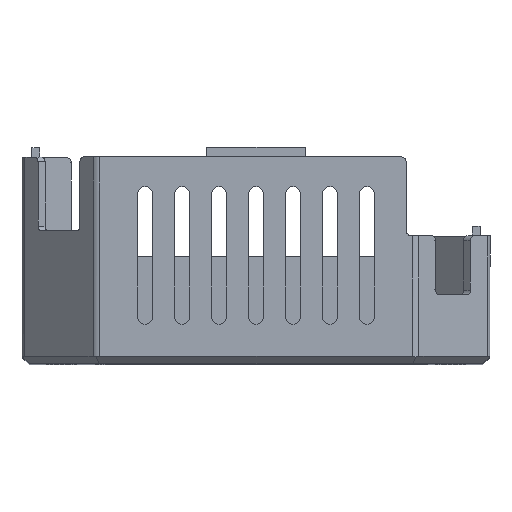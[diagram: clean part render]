
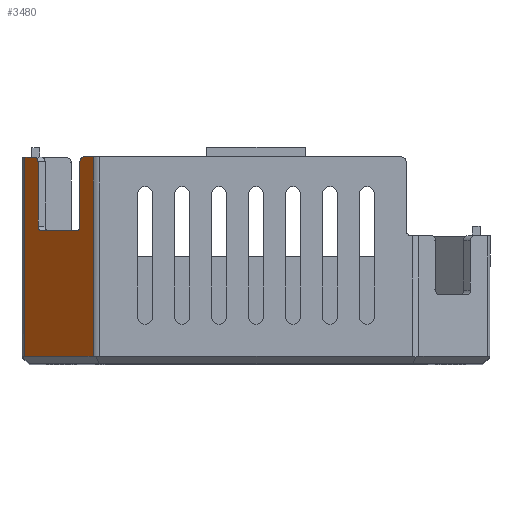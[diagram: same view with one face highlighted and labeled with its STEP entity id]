
A CAD part, top view. The second image highlights one B-rep face of the part: STEP entity #3480.
In plain terms, the highlighted planar face has unit normal (-0.707, 0, 0.707).
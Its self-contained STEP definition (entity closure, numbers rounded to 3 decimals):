
#171 = DIRECTION ( 'NONE',  ( -0.707, 0., 0.707 ) ) ;
#463 = CARTESIAN_POINT ( 'NONE',  ( 2.55, 41., -12.45 ) ) ;
#595 = AXIS2_PLACEMENT_3D ( 'NONE', #4824, #4772, #4670 ) ;
#618 = VERTEX_POINT ( 'NONE', #8828 ) ;
#729 = AXIS2_PLACEMENT_3D ( 'NONE', #7179, #7133, #7085 ) ;
#1200 = AXIS2_PLACEMENT_3D ( 'NONE', #12173, #12075, #12029 ) ;
#1257 = AXIS2_PLACEMENT_3D ( 'NONE', #463, #171, #14305 ) ;
#2144 = CARTESIAN_POINT ( 'NONE',  ( 12.45, 42., -2.55 ) ) ;
#2256 = DIRECTION ( 'NONE',  ( 0.707, 0., 0.707 ) ) ;
#2279 = CARTESIAN_POINT ( 'NONE',  ( 0., 42., -15. ) ) ;
#2284 = VERTEX_POINT ( 'NONE', #13072 ) ;
#2319 = CARTESIAN_POINT ( 'NONE',  ( 0.586, 1.5, -14.414 ) ) ;
#2973 = VERTEX_POINT ( 'NONE', #3753 ) ;
#3171 = CARTESIAN_POINT ( 'NONE',  ( 0., 42., -15. ) ) ;
#3480 = ADVANCED_FACE ( 'NONE', ( #6958 ), #10674, .F. ) ;
#3716 = DIRECTION ( 'NONE',  ( 0.707, 0., 0.707 ) ) ;
#3753 = CARTESIAN_POINT ( 'NONE',  ( 11.036, 27., -3.964 ) ) ;
#4418 = DIRECTION ( 'NONE',  ( 0., -1., 0. ) ) ;
#4670 = DIRECTION ( 'NONE',  ( -0.707, 0., -0.707 ) ) ;
#4772 = DIRECTION ( 'NONE',  ( -0.707, 0., 0.707 ) ) ;
#4824 = CARTESIAN_POINT ( 'NONE',  ( 12.45, 41., -2.55 ) ) ;
#4916 = VECTOR ( 'NONE', #2256, 1000. ) ;
#5094 = LINE ( 'NONE', #2279, #4916 ) ;
#5194 = CARTESIAN_POINT ( 'NONE',  ( 0.586, 1.5, -14.414 ) ) ;
#5473 = CARTESIAN_POINT ( 'NONE',  ( 11.743, 41., -3.257 ) ) ;
#5689 = CARTESIAN_POINT ( 'NONE',  ( 3.257, 28., -11.743 ) ) ;
#5895 = DIRECTION ( 'NONE',  ( 0., -1., 0. ) ) ;
#5936 = CARTESIAN_POINT ( 'NONE',  ( 11.743, 57., -3.257 ) ) ;
#6051 = CARTESIAN_POINT ( 'NONE',  ( 15., 1.5, 0. ) ) ;
#6330 = EDGE_CURVE ( 'NONE', #9365, #13415, #14402, .T. ) ;
#6368 = VERTEX_POINT ( 'NONE', #7378 ) ;
#6398 = EDGE_CURVE ( 'NONE', #8823, #9365, #14361, .T. ) ;
#6401 = EDGE_CURVE ( 'NONE', #618, #8823, #14217, .T. ) ;
#6420 = EDGE_CURVE ( 'NONE', #618, #12008, #14233, .T. ) ;
#6441 = EDGE_CURVE ( 'NONE', #11069, #12008, #14126, .T. ) ;
#6509 = EDGE_CURVE ( 'NONE', #11069, #10593, #13971, .T. ) ;
#6537 = EDGE_CURVE ( 'NONE', #2284, #10593, #13905, .T. ) ;
#6573 = EDGE_CURVE ( 'NONE', #2284, #2973, #13611, .T. ) ;
#6665 = EDGE_CURVE ( 'NONE', #6368, #2973, #13457, .T. ) ;
#6720 = EDGE_CURVE ( 'NONE', #8163, #6368, #13156, .T. ) ;
#6743 = EDGE_CURVE ( 'NONE', #8380, #8163, #13089, .T. ) ;
#6958 = FACE_OUTER_BOUND ( 'NONE', #13107, .T. ) ;
#7085 = DIRECTION ( 'NONE',  ( -0.707, 0., -0.707 ) ) ;
#7133 = DIRECTION ( 'NONE',  ( 0.707, 0., -0.707 ) ) ;
#7179 = CARTESIAN_POINT ( 'NONE',  ( 11.036, 28., -3.964 ) ) ;
#7378 = CARTESIAN_POINT ( 'NONE',  ( 11.743, 28., -3.257 ) ) ;
#7879 = CARTESIAN_POINT ( 'NONE',  ( 14.414, 42., -0.586 ) ) ;
#8163 = VERTEX_POINT ( 'NONE', #5473 ) ;
#8380 = VERTEX_POINT ( 'NONE', #2144 ) ;
#8823 = VERTEX_POINT ( 'NONE', #2319 ) ;
#8828 = CARTESIAN_POINT ( 'NONE',  ( 0.586, 42., -14.414 ) ) ;
#8950 = DIRECTION ( 'NONE',  ( 0., 1., 0. ) ) ;
#9150 = AXIS2_PLACEMENT_3D ( 'NONE', #10752, #10589, #10586 ) ;
#9242 = CARTESIAN_POINT ( 'NONE',  ( 2.55, 42., -12.45 ) ) ;
#9365 = VERTEX_POINT ( 'NONE', #10910 ) ;
#9756 = CARTESIAN_POINT ( 'NONE',  ( 14.414, 42., -0.586 ) ) ;
#10549 = DIRECTION ( 'NONE',  ( 0.707, 0., 0.707 ) ) ;
#10551 = ORIENTED_EDGE ( 'NONE', *, *, #14193, .F. ) ;
#10566 = CARTESIAN_POINT ( 'NONE',  ( 3.257, 27., -11.743 ) ) ;
#10586 = DIRECTION ( 'NONE',  ( 0., -1., 0. ) ) ;
#10589 = DIRECTION ( 'NONE',  ( 0.707, 0., -0.707 ) ) ;
#10593 = VERTEX_POINT ( 'NONE', #5689 ) ;
#10622 = ORIENTED_EDGE ( 'NONE', *, *, #6743, .T. ) ;
#10657 = ORIENTED_EDGE ( 'NONE', *, *, #6720, .T. ) ;
#10674 = PLANE ( 'NONE',  #9150 ) ;
#10752 = CARTESIAN_POINT ( 'NONE',  ( 15., 2., 0. ) ) ;
#10765 = ORIENTED_EDGE ( 'NONE', *, *, #6665, .T. ) ;
#10910 = CARTESIAN_POINT ( 'NONE',  ( 14.414, 1.5, -0.586 ) ) ;
#10923 = ORIENTED_EDGE ( 'NONE', *, *, #6573, .F. ) ;
#11069 = VERTEX_POINT ( 'NONE', #11625 ) ;
#11143 = ORIENTED_EDGE ( 'NONE', *, *, #6537, .T. ) ;
#11154 = ORIENTED_EDGE ( 'NONE', *, *, #6509, .F. ) ;
#11226 = ORIENTED_EDGE ( 'NONE', *, *, #6441, .T. ) ;
#11324 = ORIENTED_EDGE ( 'NONE', *, *, #6420, .F. ) ;
#11366 = ORIENTED_EDGE ( 'NONE', *, *, #6401, .T. ) ;
#11380 = ORIENTED_EDGE ( 'NONE', *, *, #6398, .T. ) ;
#11408 = ORIENTED_EDGE ( 'NONE', *, *, #6330, .T. ) ;
#11493 = DIRECTION ( 'NONE',  ( 0.707, 0., 0.707 ) ) ;
#11625 = CARTESIAN_POINT ( 'NONE',  ( 3.257, 41., -11.743 ) ) ;
#12008 = VERTEX_POINT ( 'NONE', #9242 ) ;
#12029 = DIRECTION ( 'NONE',  ( -0.707, 0., -0.707 ) ) ;
#12075 = DIRECTION ( 'NONE',  ( 0.707, 0., -0.707 ) ) ;
#12173 = CARTESIAN_POINT ( 'NONE',  ( 3.964, 28., -11.036 ) ) ;
#13072 = CARTESIAN_POINT ( 'NONE',  ( 3.964, 27., -11.036 ) ) ;
#13089 = CIRCLE ( 'NONE', #595, 1. ) ;
#13107 = EDGE_LOOP ( 'NONE', ( #10551, #10622, #10657, #10765, #10923, #11143, #11154, #11226, #11324, #11366, #11380, #11408 ) ) ;
#13110 = VECTOR ( 'NONE', #5895, 1000. ) ;
#13156 = LINE ( 'NONE', #5936, #13110 ) ;
#13195 = CARTESIAN_POINT ( 'NONE',  ( 3.257, 57., -11.743 ) ) ;
#13328 = DIRECTION ( 'NONE',  ( 0., -1., 0. ) ) ;
#13415 = VERTEX_POINT ( 'NONE', #7879 ) ;
#13457 = CIRCLE ( 'NONE', #729, 1. ) ;
#13544 = VECTOR ( 'NONE', #10549, 1000. ) ;
#13611 = LINE ( 'NONE', #10566, #13544 ) ;
#13905 = CIRCLE ( 'NONE', #1200, 1. ) ;
#13921 = VECTOR ( 'NONE', #13328, 1000. ) ;
#13971 = LINE ( 'NONE', #13195, #13921 ) ;
#14126 = CIRCLE ( 'NONE', #1257, 1. ) ;
#14160 = VECTOR ( 'NONE', #3716, 1000. ) ;
#14193 = EDGE_CURVE ( 'NONE', #8380, #13415, #5094, .T. ) ;
#14217 = LINE ( 'NONE', #5194, #14286 ) ;
#14233 = LINE ( 'NONE', #3171, #14160 ) ;
#14275 = VECTOR ( 'NONE', #11493, 1000. ) ;
#14286 = VECTOR ( 'NONE', #4418, 1000. ) ;
#14305 = DIRECTION ( 'NONE',  ( -0.707, 0., -0.707 ) ) ;
#14361 = LINE ( 'NONE', #6051, #14275 ) ;
#14372 = VECTOR ( 'NONE', #8950, 1000. ) ;
#14402 = LINE ( 'NONE', #9756, #14372 ) ;
